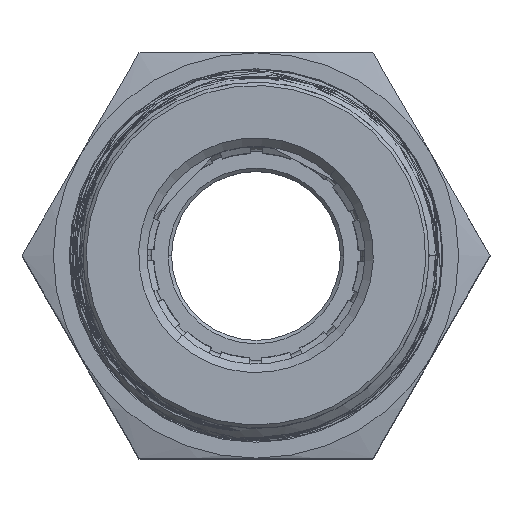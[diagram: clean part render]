
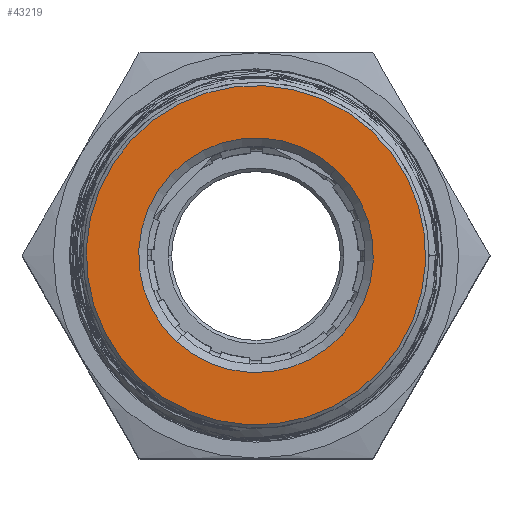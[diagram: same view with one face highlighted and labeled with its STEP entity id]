
A CAD part, top view. The second image highlights one B-rep face of the part: STEP entity #43219.
In plain terms, the highlighted planar face has unit normal (0, 0, 1).
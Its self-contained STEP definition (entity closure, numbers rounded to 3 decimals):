
#264 = EDGE_CURVE ( 'NONE', #2620, #22004, #21741, .T. ) ;
#1096 = DIRECTION ( 'NONE',  ( 0., 0., 1. ) ) ;
#1794 = DIRECTION ( 'NONE',  ( -0.68, -0.733, 0. ) ) ;
#2620 = VERTEX_POINT ( 'NONE', #57883 ) ;
#3506 = EDGE_LOOP ( 'NONE', ( #7631, #17530 ) ) ;
#5416 = PLANE ( 'NONE',  #6616 ) ;
#5619 = FACE_BOUND ( 'NONE', #3506, .T. ) ;
#5881 = CIRCLE ( 'NONE', #44304, 10.05 ) ;
#6616 = AXIS2_PLACEMENT_3D ( 'NONE', #27861, #1096, #32352 ) ;
#7058 = AXIS2_PLACEMENT_3D ( 'NONE', #8634, #39903, #13077 ) ;
#7631 = ORIENTED_EDGE ( 'NONE', *, *, #264, .T. ) ;
#8634 = CARTESIAN_POINT ( 'NONE',  ( 0., 0., 3.692 ) ) ;
#8888 = CIRCLE ( 'NONE', #45772, 6.95 ) ;
#10235 = EDGE_CURVE ( 'NONE', #19676, #16266, #5881, .T. ) ;
#11114 = CARTESIAN_POINT ( 'NONE',  ( 6.833, 7.37, 3.692 ) ) ;
#12596 = ORIENTED_EDGE ( 'NONE', *, *, #10235, .T. ) ;
#13077 = DIRECTION ( 'NONE',  ( -0.68, -0.733, 0. ) ) ;
#15869 = ORIENTED_EDGE ( 'NONE', *, *, #44370, .T. ) ;
#16266 = VERTEX_POINT ( 'NONE', #19688 ) ;
#17530 = ORIENTED_EDGE ( 'NONE', *, *, #26138, .T. ) ;
#19676 = VERTEX_POINT ( 'NONE', #11114 ) ;
#19688 = CARTESIAN_POINT ( 'NONE',  ( -6.833, -7.37, 3.692 ) ) ;
#21306 = CARTESIAN_POINT ( 'NONE',  ( 0., 0., 3.692 ) ) ;
#21741 = CIRCLE ( 'NONE', #46479, 6.95 ) ;
#22004 = VERTEX_POINT ( 'NONE', #53807 ) ;
#22372 = DIRECTION ( 'NONE',  ( 0., 0., -1. ) ) ;
#26138 = EDGE_CURVE ( 'NONE', #22004, #2620, #8888, .T. ) ;
#27861 = CARTESIAN_POINT ( 'NONE',  ( 0., 0., 3.692 ) ) ;
#28546 = DIRECTION ( 'NONE',  ( 0., 0., 1. ) ) ;
#30391 = CIRCLE ( 'NONE', #7058, 10.05 ) ;
#32352 = DIRECTION ( 'NONE',  ( 0.68, 0.733, 0. ) ) ;
#39428 = EDGE_LOOP ( 'NONE', ( #15869, #12596 ) ) ;
#39903 = DIRECTION ( 'NONE',  ( 0., 0., 1. ) ) ;
#43219 = ADVANCED_FACE ( 'NONE', ( #5619, #51756 ), #5416, .T. ) ;
#43583 = DIRECTION ( 'NONE',  ( 0.68, 0.733, 0. ) ) ;
#44304 = AXIS2_PLACEMENT_3D ( 'NONE', #55364, #28546, #1794 ) ;
#44370 = EDGE_CURVE ( 'NONE', #16266, #19676, #30391, .T. ) ;
#45772 = AXIS2_PLACEMENT_3D ( 'NONE', #49169, #22372, #53648 ) ;
#46479 = AXIS2_PLACEMENT_3D ( 'NONE', #21306, #48088, #43583 ) ;
#48088 = DIRECTION ( 'NONE',  ( 0., 0., -1. ) ) ;
#49169 = CARTESIAN_POINT ( 'NONE',  ( 0., 0., 3.692 ) ) ;
#51756 = FACE_OUTER_BOUND ( 'NONE', #39428, .T. ) ;
#53648 = DIRECTION ( 'NONE',  ( 0.68, 0.733, 0. ) ) ;
#53807 = CARTESIAN_POINT ( 'NONE',  ( -4.725, -5.096, 3.692 ) ) ;
#55364 = CARTESIAN_POINT ( 'NONE',  ( 0., 0., 3.692 ) ) ;
#57883 = CARTESIAN_POINT ( 'NONE',  ( 4.725, 5.096, 3.692 ) ) ;
